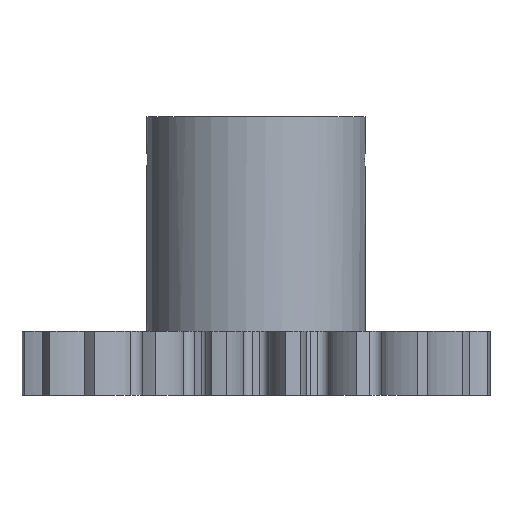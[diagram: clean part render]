
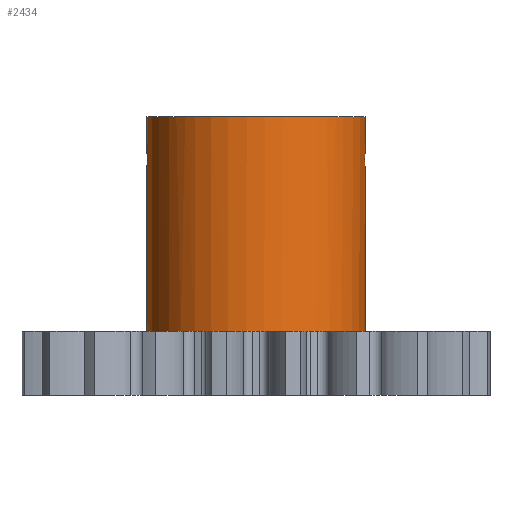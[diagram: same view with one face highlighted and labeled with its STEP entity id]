
A CAD part, front view. The second image highlights one B-rep face of the part: STEP entity #2434.
In plain terms, the highlighted cylindrical face has radius 25.5 mm (diameter 51 mm), a full revolution.
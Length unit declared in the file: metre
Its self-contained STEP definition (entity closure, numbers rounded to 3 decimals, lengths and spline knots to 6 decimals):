
#132=B_SPLINE_CURVE_WITH_KNOTS('',3,(#8134,#8135,#8136,#8137,#8138,#8139,
#8140,#8141,#8142,#8143,#8144),.UNSPECIFIED.,.T.,.F.,(1,1,1,1,1,1,1,1,1,
1,1,1,1,1,1),(-0.005865,-0.00391,-0.001955,
0.,0.001955,0.00391,0.005865,
0.00782,0.009775,0.01173,0.013685,
0.01564,0.017595,0.01955,0.021505),
 .UNSPECIFIED.);
#133=B_SPLINE_CURVE_WITH_KNOTS('',3,(#8146,#8147,#8148,#8149,#8150,#8151,
#8152,#8153,#8154,#8155,#8156),.UNSPECIFIED.,.T.,.F.,(1,1,1,1,1,1,1,1,1,
1,1,1,1,1,1),(-0.005865,-0.00391,-0.001955,
0.,0.001955,0.00391,0.005865,
0.00782,0.009775,0.01173,0.013685,
0.01564,0.017595,0.01955,0.021505),
 .UNSPECIFIED.);
#303=CIRCLE('',#2699,0.0255);
#304=CIRCLE('',#2701,0.0255);
#305=CIRCLE('',#2702,0.0255);
#306=CIRCLE('',#2703,0.0255);
#307=CIRCLE('',#2704,0.0255);
#308=CIRCLE('',#2705,0.0255);
#309=CIRCLE('',#2706,0.0255);
#310=CIRCLE('',#2707,0.0255);
#311=CIRCLE('',#2708,0.0255);
#1039=ORIENTED_EDGE('',*,*,#1431,.T.);
#1040=ORIENTED_EDGE('',*,*,#1432,.T.);
#1041=ORIENTED_EDGE('',*,*,#1430,.T.);
#1042=ORIENTED_EDGE('',*,*,#1433,.F.);
#1043=ORIENTED_EDGE('',*,*,#1434,.F.);
#1044=ORIENTED_EDGE('',*,*,#1435,.F.);
#1045=ORIENTED_EDGE('',*,*,#1436,.F.);
#1046=ORIENTED_EDGE('',*,*,#1437,.F.);
#1047=ORIENTED_EDGE('',*,*,#1438,.F.);
#1048=ORIENTED_EDGE('',*,*,#1439,.F.);
#1049=ORIENTED_EDGE('',*,*,#1440,.F.);
#1430=EDGE_CURVE('',#1687,#1687,#303,.T.);
#1431=EDGE_CURVE('',#1688,#1688,#132,.T.);
#1432=EDGE_CURVE('',#1689,#1689,#133,.T.);
#1433=EDGE_CURVE('',#1690,#1691,#304,.T.);
#1434=EDGE_CURVE('',#1692,#1690,#305,.T.);
#1435=EDGE_CURVE('',#1693,#1692,#306,.T.);
#1436=EDGE_CURVE('',#1694,#1693,#307,.T.);
#1437=EDGE_CURVE('',#1695,#1694,#308,.T.);
#1438=EDGE_CURVE('',#1696,#1695,#309,.T.);
#1439=EDGE_CURVE('',#1697,#1696,#310,.T.);
#1440=EDGE_CURVE('',#1691,#1697,#311,.T.);
#1687=VERTEX_POINT('',#8132);
#1688=VERTEX_POINT('',#8145);
#1689=VERTEX_POINT('',#8157);
#1690=VERTEX_POINT('',#8159);
#1691=VERTEX_POINT('',#8160);
#1692=VERTEX_POINT('',#8162);
#1693=VERTEX_POINT('',#8164);
#1694=VERTEX_POINT('',#8166);
#1695=VERTEX_POINT('',#8168);
#1696=VERTEX_POINT('',#8170);
#1697=VERTEX_POINT('',#8172);
#2069=EDGE_LOOP('',(#1039));
#2070=EDGE_LOOP('',(#1040));
#2071=EDGE_LOOP('',(#1041));
#2072=EDGE_LOOP('',(#1042,#1043,#1044,#1045,#1046,#1047,#1048,#1049));
#2211=FACE_BOUND('',#2069,.T.);
#2212=FACE_BOUND('',#2070,.T.);
#2213=FACE_BOUND('',#2071,.T.);
#2214=FACE_BOUND('',#2072,.T.);
#2306=CYLINDRICAL_SURFACE('',#2700,0.0255);
#2434=ADVANCED_FACE('',(#2211,#2212,#2213,#2214),#2306,.T.);
#2699=AXIS2_PLACEMENT_3D('',#8131,#3330,#3331);
#2700=AXIS2_PLACEMENT_3D('',#8133,#3332,#3333);
#2701=AXIS2_PLACEMENT_3D('',#8158,#3334,#3335);
#2702=AXIS2_PLACEMENT_3D('',#8161,#3336,#3337);
#2703=AXIS2_PLACEMENT_3D('',#8163,#3338,#3339);
#2704=AXIS2_PLACEMENT_3D('',#8165,#3340,#3341);
#2705=AXIS2_PLACEMENT_3D('',#8167,#3342,#3343);
#2706=AXIS2_PLACEMENT_3D('',#8169,#3344,#3345);
#2707=AXIS2_PLACEMENT_3D('',#8171,#3346,#3347);
#2708=AXIS2_PLACEMENT_3D('',#8173,#3348,#3349);
#3330=DIRECTION('',(0.,0.,1.));
#3331=DIRECTION('',(1.,0.,0.));
#3332=DIRECTION('',(0.,0.,-1.));
#3333=DIRECTION('',(-1.,0.,0.));
#3334=DIRECTION('',(0.,0.,1.));
#3335=DIRECTION('',(1.,0.,0.));
#3336=DIRECTION('',(0.,0.,1.));
#3337=DIRECTION('',(1.,0.,0.));
#3338=DIRECTION('',(0.,0.,1.));
#3339=DIRECTION('',(1.,0.,0.));
#3340=DIRECTION('',(0.,0.,1.));
#3341=DIRECTION('',(1.,0.,0.));
#3342=DIRECTION('',(0.,0.,1.));
#3343=DIRECTION('',(1.,0.,0.));
#3344=DIRECTION('',(0.,0.,1.));
#3345=DIRECTION('',(1.,0.,0.));
#3346=DIRECTION('',(0.,0.,1.));
#3347=DIRECTION('',(1.,0.,0.));
#3348=DIRECTION('',(0.,0.,1.));
#3349=DIRECTION('',(1.,0.,0.));
#8131=CARTESIAN_POINT('',(0.,0.,0.018692));
#8132=CARTESIAN_POINT('',(0.0255,0.,0.018692));
#8133=CARTESIAN_POINT('',(0.,0.,0.071));
#8134=CARTESIAN_POINT('',(0.025418,0.002167,0.059273));
#8135=CARTESIAN_POINT('',(0.025528,0.000309,0.058246));
#8136=CARTESIAN_POINT('',(0.025459,-0.001729,0.058835));
#8137=CARTESIAN_POINT('',(0.025349,-0.002753,0.060688));
#8138=CARTESIAN_POINT('',(0.025418,-0.002166,0.062727));
#8139=CARTESIAN_POINT('',(0.025528,-0.00031,0.063752));
#8140=CARTESIAN_POINT('',(0.025459,0.001726,0.063167));
#8141=CARTESIAN_POINT('',(0.025349,0.002753,0.061312));
#8142=CARTESIAN_POINT('',(0.025418,0.002167,0.059273));
#8143=CARTESIAN_POINT('',(0.025528,0.000309,0.058246));
#8144=CARTESIAN_POINT('',(0.025459,-0.001729,0.058835));
#8145=CARTESIAN_POINT('',(0.025498,0.000279,0.058515));
#8146=CARTESIAN_POINT('',(-0.025418,-0.002167,0.059273));
#8147=CARTESIAN_POINT('',(-0.025528,-0.000309,0.058246));
#8148=CARTESIAN_POINT('',(-0.025459,0.001729,0.058835));
#8149=CARTESIAN_POINT('',(-0.025349,0.002753,0.060688));
#8150=CARTESIAN_POINT('',(-0.025418,0.002166,0.062727));
#8151=CARTESIAN_POINT('',(-0.025528,0.00031,0.063752));
#8152=CARTESIAN_POINT('',(-0.025459,-0.001726,0.063167));
#8153=CARTESIAN_POINT('',(-0.025349,-0.002753,0.061312));
#8154=CARTESIAN_POINT('',(-0.025418,-0.002167,0.059273));
#8155=CARTESIAN_POINT('',(-0.025528,-0.000309,0.058246));
#8156=CARTESIAN_POINT('',(-0.025459,0.001729,0.058835));
#8157=CARTESIAN_POINT('',(-0.025498,-0.000279,0.058515));
#8158=CARTESIAN_POINT('',(0.,0.,0.071));
#8159=CARTESIAN_POINT('',(-0.01428,0.021127,0.071));
#8160=CARTESIAN_POINT('',(-0.020397,0.015304,0.071));
#8161=CARTESIAN_POINT('',(0.,0.,0.071));
#8162=CARTESIAN_POINT('',(0.01428,0.021127,0.071));
#8163=CARTESIAN_POINT('',(0.,0.,0.071));
#8164=CARTESIAN_POINT('',(0.0204,0.015301,0.071));
#8165=CARTESIAN_POINT('',(0.,0.,0.071));
#8166=CARTESIAN_POINT('',(0.0204,-0.015301,0.071));
#8167=CARTESIAN_POINT('',(0.,0.,0.071));
#8168=CARTESIAN_POINT('',(0.01428,-0.021127,0.071));
#8169=CARTESIAN_POINT('',(0.,0.,0.071));
#8170=CARTESIAN_POINT('',(-0.01428,-0.021127,0.071));
#8171=CARTESIAN_POINT('',(0.,0.,0.071));
#8172=CARTESIAN_POINT('',(-0.020397,-0.015304,0.071));
#8173=CARTESIAN_POINT('',(0.,0.,0.071));
